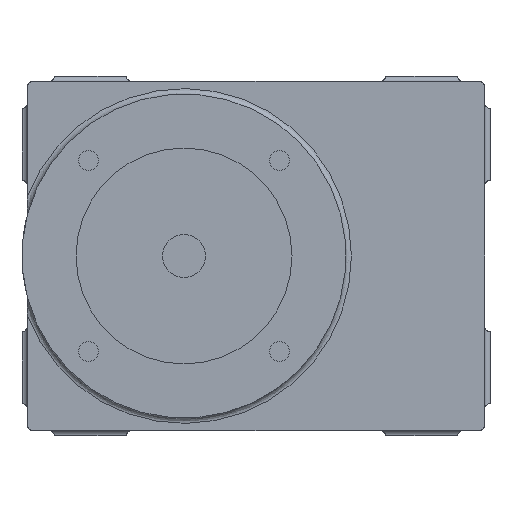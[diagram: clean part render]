
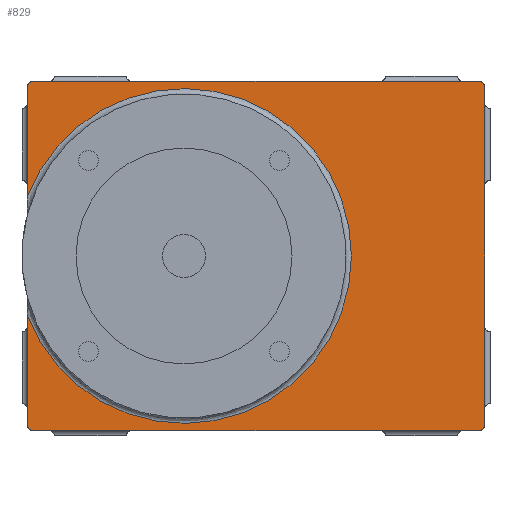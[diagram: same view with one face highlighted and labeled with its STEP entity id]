
A CAD part, left-side view. The second image highlights one B-rep face of the part: STEP entity #829.
In plain terms, the highlighted planar face has unit normal (-1, 0, 0).
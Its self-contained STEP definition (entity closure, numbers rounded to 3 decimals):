
#647=CARTESIAN_POINT('',(1.5,43.5,-16.432));
#648=VERTEX_POINT('',#647);
#664=CARTESIAN_POINT('',(1.5,43.5,16.432));
#665=VERTEX_POINT('',#664);
#666=CARTESIAN_POINT('',(1.5,0.,0.0));
#667=DIRECTION('',(-1.0,0.0,0.0));
#668=DIRECTION('',(0.0,-1.0,0.0));
#669=AXIS2_PLACEMENT_3D('',#666,#667,#668);
#670=CIRCLE('',#669,46.5);
#671=EDGE_CURVE('',#648,#665,#670,.T.);
#747=CARTESIAN_POINT('',(1.5,-83.5,0.0));
#748=DIRECTION('',(-1.0,0.0,0.0));
#749=DIRECTION('',(0.0,0.0,1.0));
#750=AXIS2_PLACEMENT_3D('',#747,#748,#749);
#751=PLANE('',#750);
#752=ORIENTED_EDGE('',*,*,#671,.F.);
#753=CARTESIAN_POINT('',(1.5,43.5,-47.));
#754=VERTEX_POINT('',#753);
#755=CARTESIAN_POINT('',(1.5,43.5,-47.));
#756=DIRECTION('',(0.0,0.0,1.0));
#757=VECTOR('',#756,30.568);
#758=LINE('',#755,#757);
#759=EDGE_CURVE('',#754,#648,#758,.T.);
#760=ORIENTED_EDGE('',*,*,#759,.F.);
#761=CARTESIAN_POINT('',(1.5,42.,-48.5));
#762=VERTEX_POINT('',#761);
#763=CARTESIAN_POINT('',(1.5,42.,-47.));
#764=DIRECTION('',(1.,0.,0.));
#765=DIRECTION('',(0.,0.707,-0.707));
#766=AXIS2_PLACEMENT_3D('',#763,#764,#765);
#767=CIRCLE('',#766,1.5);
#768=EDGE_CURVE('',#762,#754,#767,.T.);
#769=ORIENTED_EDGE('',*,*,#768,.F.);
#770=CARTESIAN_POINT('',(1.5,-82.0,-48.5));
#771=VERTEX_POINT('',#770);
#772=CARTESIAN_POINT('',(1.5,42.,-48.5));
#773=DIRECTION('',(0.0,-1.0,0.0));
#774=VECTOR('',#773,124.0);
#775=LINE('',#772,#774);
#776=EDGE_CURVE('',#762,#771,#775,.T.);
#777=ORIENTED_EDGE('',*,*,#776,.T.);
#778=CARTESIAN_POINT('',(1.5,-83.5,-47.));
#779=VERTEX_POINT('',#778);
#780=CARTESIAN_POINT('',(1.5,-82.0,-47.));
#781=DIRECTION('',(1.0,0.0,0.0));
#782=DIRECTION('',(0.0,-0.707,-0.707));
#783=AXIS2_PLACEMENT_3D('',#780,#781,#782);
#784=CIRCLE('',#783,1.5);
#785=EDGE_CURVE('',#779,#771,#784,.T.);
#786=ORIENTED_EDGE('',*,*,#785,.F.);
#787=CARTESIAN_POINT('',(1.5,-83.5,47.));
#788=VERTEX_POINT('',#787);
#789=CARTESIAN_POINT('',(1.5,-83.5,-47.));
#790=DIRECTION('',(0.0,0.0,1.0));
#791=VECTOR('',#790,94.);
#792=LINE('',#789,#791);
#793=EDGE_CURVE('',#779,#788,#792,.T.);
#794=ORIENTED_EDGE('',*,*,#793,.T.);
#795=CARTESIAN_POINT('',(1.5,-82.0,48.5));
#796=VERTEX_POINT('',#795);
#797=CARTESIAN_POINT('',(1.5,-82.0,47.));
#798=DIRECTION('',(1.0,0.0,0.0));
#799=DIRECTION('',(0.0,-0.707,0.707));
#800=AXIS2_PLACEMENT_3D('',#797,#798,#799);
#801=CIRCLE('',#800,1.5);
#802=EDGE_CURVE('',#796,#788,#801,.T.);
#803=ORIENTED_EDGE('',*,*,#802,.F.);
#804=CARTESIAN_POINT('',(1.5,42.,48.5));
#805=VERTEX_POINT('',#804);
#806=CARTESIAN_POINT('',(1.5,-82.,48.5));
#807=DIRECTION('',(0.0,1.0,0.0));
#808=VECTOR('',#807,124.0);
#809=LINE('',#806,#808);
#810=EDGE_CURVE('',#796,#805,#809,.T.);
#811=ORIENTED_EDGE('',*,*,#810,.T.);
#812=CARTESIAN_POINT('',(1.5,43.5,47.));
#813=VERTEX_POINT('',#812);
#814=CARTESIAN_POINT('',(1.5,42.,47.));
#815=DIRECTION('',(1.,0.,0.));
#816=DIRECTION('',(0.,0.707,0.707));
#817=AXIS2_PLACEMENT_3D('',#814,#815,#816);
#818=CIRCLE('',#817,1.5);
#819=EDGE_CURVE('',#813,#805,#818,.T.);
#820=ORIENTED_EDGE('',*,*,#819,.F.);
#821=CARTESIAN_POINT('',(1.5,43.5,16.432));
#822=DIRECTION('',(0.0,0.0,1.0));
#823=VECTOR('',#822,30.568);
#824=LINE('',#821,#823);
#825=EDGE_CURVE('',#665,#813,#824,.T.);
#826=ORIENTED_EDGE('',*,*,#825,.F.);
#827=EDGE_LOOP('',(#752,#760,#769,#777,#786,#794,#803,#811,#820,#826));
#828=FACE_OUTER_BOUND('',#827,.T.);
#829=ADVANCED_FACE('',(#828),#751,.T.);
